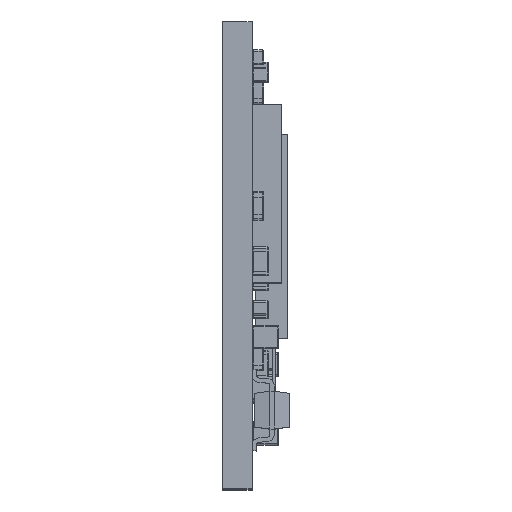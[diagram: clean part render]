
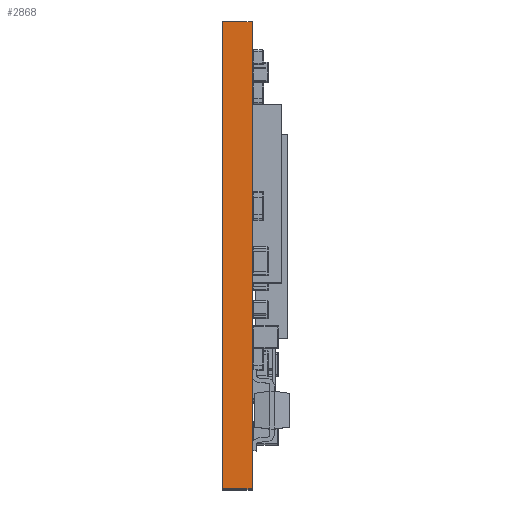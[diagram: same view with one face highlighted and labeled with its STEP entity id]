
A CAD part, top view. The second image highlights one B-rep face of the part: STEP entity #2868.
In plain terms, the highlighted face is planar.
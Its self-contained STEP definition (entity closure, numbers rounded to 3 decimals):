
#221 = PLANE('',#222);
#222 = AXIS2_PLACEMENT_3D('',#223,#224,#225);
#223 = CARTESIAN_POINT('',(0.,0.,0.));
#224 = DIRECTION('',(0.,0.,-1.));
#225 = DIRECTION('',(-1.,0.,-0.));
#275 = PLANE('',#276);
#276 = AXIS2_PLACEMENT_3D('',#277,#278,#279);
#277 = CARTESIAN_POINT('',(0.,0.,-1.021));
#278 = DIRECTION('',(0.,0.,-1.));
#279 = DIRECTION('',(-1.,0.,-0.));
#2781 = PLANE('',#2782);
#2782 = AXIS2_PLACEMENT_3D('',#2783,#2784,#2785);
#2783 = CARTESIAN_POINT('',(2.2,16.,-1.021));
#2784 = DIRECTION('',(0.,-1.,0.));
#2785 = DIRECTION('',(-1.,0.,0.));
#2798 = VERTEX_POINT('',#2799);
#2799 = CARTESIAN_POINT('',(0.,16.,0.));
#2820 = EDGE_CURVE('',#2821,#2798,#2823,.T.);
#2821 = VERTEX_POINT('',#2822);
#2822 = CARTESIAN_POINT('',(0.,16.,-1.021));
#2823 = SURFACE_CURVE('',#2824,(#2828,#2835),.PCURVE_S1.);
#2824 = LINE('',#2825,#2826);
#2825 = CARTESIAN_POINT('',(0.,16.,-1.021));
#2826 = VECTOR('',#2827,1.);
#2827 = DIRECTION('',(0.,0.,1.));
#2828 = PCURVE('',#2781,#2829);
#2829 = DEFINITIONAL_REPRESENTATION('',(#2830),#2834);
#2830 = LINE('',#2831,#2832);
#2831 = CARTESIAN_POINT('',(2.2,0.));
#2832 = VECTOR('',#2833,1.);
#2833 = DIRECTION('',(0.,-1.));
#2834 = ( GEOMETRIC_REPRESENTATION_CONTEXT(2) 
PARAMETRIC_REPRESENTATION_CONTEXT() REPRESENTATION_CONTEXT('2D SPACE',''
  ) );
#2835 = PCURVE('',#2836,#2841);
#2836 = PLANE('',#2837);
#2837 = AXIS2_PLACEMENT_3D('',#2838,#2839,#2840);
#2838 = CARTESIAN_POINT('',(0.,16.,-1.021));
#2839 = DIRECTION('',(1.,0.,-0.));
#2840 = DIRECTION('',(0.,-1.,0.));
#2841 = DEFINITIONAL_REPRESENTATION('',(#2842),#2846);
#2842 = LINE('',#2843,#2844);
#2843 = CARTESIAN_POINT('',(0.,0.));
#2844 = VECTOR('',#2845,1.);
#2845 = DIRECTION('',(0.,-1.));
#2846 = ( GEOMETRIC_REPRESENTATION_CONTEXT(2) 
PARAMETRIC_REPRESENTATION_CONTEXT() REPRESENTATION_CONTEXT('2D SPACE',''
  ) );
#2868 = ADVANCED_FACE('',(#2869),#2836,.F.);
#2869 = FACE_BOUND('',#2870,.F.);
#2870 = EDGE_LOOP('',(#2871,#2872,#2895,#2923));
#2871 = ORIENTED_EDGE('',*,*,#2820,.T.);
#2872 = ORIENTED_EDGE('',*,*,#2873,.T.);
#2873 = EDGE_CURVE('',#2798,#2874,#2876,.T.);
#2874 = VERTEX_POINT('',#2875);
#2875 = CARTESIAN_POINT('',(0.,0.,0.));
#2876 = SURFACE_CURVE('',#2877,(#2881,#2888),.PCURVE_S1.);
#2877 = LINE('',#2878,#2879);
#2878 = CARTESIAN_POINT('',(0.,16.,0.));
#2879 = VECTOR('',#2880,1.);
#2880 = DIRECTION('',(0.,-1.,0.));
#2881 = PCURVE('',#2836,#2882);
#2882 = DEFINITIONAL_REPRESENTATION('',(#2883),#2887);
#2883 = LINE('',#2884,#2885);
#2884 = CARTESIAN_POINT('',(0.,-1.021));
#2885 = VECTOR('',#2886,1.);
#2886 = DIRECTION('',(1.,0.));
#2887 = ( GEOMETRIC_REPRESENTATION_CONTEXT(2) 
PARAMETRIC_REPRESENTATION_CONTEXT() REPRESENTATION_CONTEXT('2D SPACE',''
  ) );
#2888 = PCURVE('',#221,#2889);
#2889 = DEFINITIONAL_REPRESENTATION('',(#2890),#2894);
#2890 = LINE('',#2891,#2892);
#2891 = CARTESIAN_POINT('',(0.,16.));
#2892 = VECTOR('',#2893,1.);
#2893 = DIRECTION('',(-0.,-1.));
#2894 = ( GEOMETRIC_REPRESENTATION_CONTEXT(2) 
PARAMETRIC_REPRESENTATION_CONTEXT() REPRESENTATION_CONTEXT('2D SPACE',''
  ) );
#2895 = ORIENTED_EDGE('',*,*,#2896,.F.);
#2896 = EDGE_CURVE('',#2897,#2874,#2899,.T.);
#2897 = VERTEX_POINT('',#2898);
#2898 = CARTESIAN_POINT('',(0.,0.,-1.021));
#2899 = SURFACE_CURVE('',#2900,(#2904,#2911),.PCURVE_S1.);
#2900 = LINE('',#2901,#2902);
#2901 = CARTESIAN_POINT('',(0.,0.,-1.021));
#2902 = VECTOR('',#2903,1.);
#2903 = DIRECTION('',(0.,0.,1.));
#2904 = PCURVE('',#2836,#2905);
#2905 = DEFINITIONAL_REPRESENTATION('',(#2906),#2910);
#2906 = LINE('',#2907,#2908);
#2907 = CARTESIAN_POINT('',(16.,0.));
#2908 = VECTOR('',#2909,1.);
#2909 = DIRECTION('',(0.,-1.));
#2910 = ( GEOMETRIC_REPRESENTATION_CONTEXT(2) 
PARAMETRIC_REPRESENTATION_CONTEXT() REPRESENTATION_CONTEXT('2D SPACE',''
  ) );
#2911 = PCURVE('',#2912,#2917);
#2912 = PLANE('',#2913);
#2913 = AXIS2_PLACEMENT_3D('',#2914,#2915,#2916);
#2914 = CARTESIAN_POINT('',(0.,0.,-1.021));
#2915 = DIRECTION('',(0.,1.,0.));
#2916 = DIRECTION('',(1.,0.,0.));
#2917 = DEFINITIONAL_REPRESENTATION('',(#2918),#2922);
#2918 = LINE('',#2919,#2920);
#2919 = CARTESIAN_POINT('',(0.,0.));
#2920 = VECTOR('',#2921,1.);
#2921 = DIRECTION('',(0.,-1.));
#2922 = ( GEOMETRIC_REPRESENTATION_CONTEXT(2) 
PARAMETRIC_REPRESENTATION_CONTEXT() REPRESENTATION_CONTEXT('2D SPACE',''
  ) );
#2923 = ORIENTED_EDGE('',*,*,#2924,.F.);
#2924 = EDGE_CURVE('',#2821,#2897,#2925,.T.);
#2925 = SURFACE_CURVE('',#2926,(#2930,#2937),.PCURVE_S1.);
#2926 = LINE('',#2927,#2928);
#2927 = CARTESIAN_POINT('',(0.,16.,-1.021));
#2928 = VECTOR('',#2929,1.);
#2929 = DIRECTION('',(0.,-1.,0.));
#2930 = PCURVE('',#2836,#2931);
#2931 = DEFINITIONAL_REPRESENTATION('',(#2932),#2936);
#2932 = LINE('',#2933,#2934);
#2933 = CARTESIAN_POINT('',(0.,0.));
#2934 = VECTOR('',#2935,1.);
#2935 = DIRECTION('',(1.,0.));
#2936 = ( GEOMETRIC_REPRESENTATION_CONTEXT(2) 
PARAMETRIC_REPRESENTATION_CONTEXT() REPRESENTATION_CONTEXT('2D SPACE',''
  ) );
#2937 = PCURVE('',#275,#2938);
#2938 = DEFINITIONAL_REPRESENTATION('',(#2939),#2943);
#2939 = LINE('',#2940,#2941);
#2940 = CARTESIAN_POINT('',(0.,16.));
#2941 = VECTOR('',#2942,1.);
#2942 = DIRECTION('',(-0.,-1.));
#2943 = ( GEOMETRIC_REPRESENTATION_CONTEXT(2) 
PARAMETRIC_REPRESENTATION_CONTEXT() REPRESENTATION_CONTEXT('2D SPACE',''
  ) );
